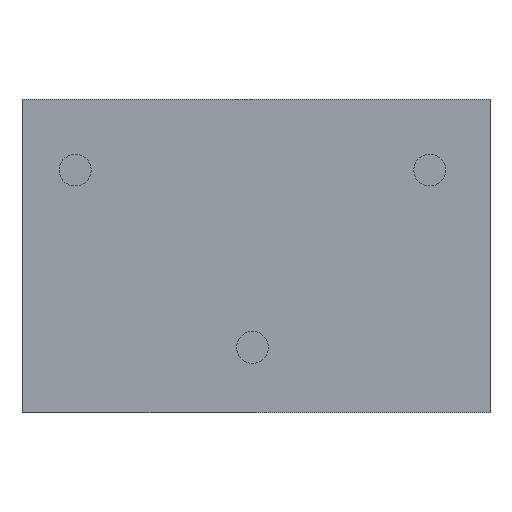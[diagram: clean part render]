
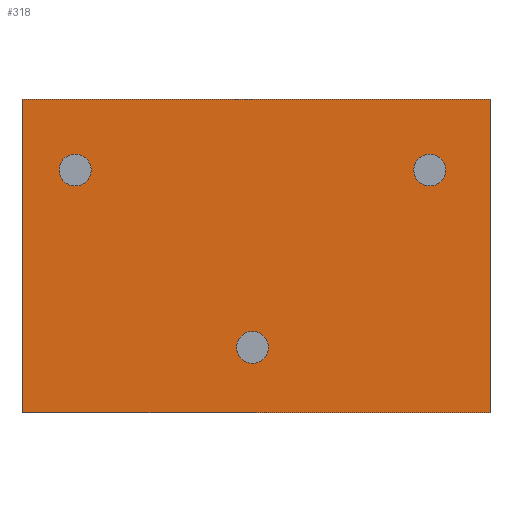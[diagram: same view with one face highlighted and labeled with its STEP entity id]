
A CAD part, front view. The second image highlights one B-rep face of the part: STEP entity #318.
In plain terms, the highlighted planar face has unit normal (0, -1, 0).
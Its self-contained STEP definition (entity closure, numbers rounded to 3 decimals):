
#1 = DIRECTION ( 'NONE',  ( 0., 1., 0. ) ) ;
#14 = DIRECTION ( 'NONE',  ( 0., 1., 0. ) ) ;
#19 = DIRECTION ( 'NONE',  ( 0., 0., 1. ) ) ;
#33 = LINE ( 'NONE', #346, #72 ) ;
#45 = ORIENTED_EDGE ( 'NONE', *, *, #692, .T. ) ;
#58 = FACE_BOUND ( 'NONE', #966, .T. ) ;
#69 = CARTESIAN_POINT ( 'NONE',  ( 5.944, 0., 1.016 ) ) ;
#72 = VECTOR ( 'NONE', #871, 1000. ) ;
#79 = CARTESIAN_POINT ( 'NONE',  ( -0.762, 0., -3.48 ) ) ;
#98 = VERTEX_POINT ( 'NONE', #321 ) ;
#105 = DIRECTION ( 'NONE',  ( 0., 0., -1. ) ) ;
#118 = EDGE_LOOP ( 'NONE', ( #45, #862 ) ) ;
#124 = CARTESIAN_POINT ( 'NONE',  ( 5.08, 0., -0.229 ) ) ;
#125 = AXIS2_PLACEMENT_3D ( 'NONE', #682, #890, #981 ) ;
#131 = AXIS2_PLACEMENT_3D ( 'NONE', #962, #761, #222 ) ;
#145 = CIRCLE ( 'NONE', #347, 0.229 ) ;
#146 = CARTESIAN_POINT ( 'NONE',  ( 2.54, 0., -2.311 ) ) ;
#150 = VERTEX_POINT ( 'NONE', #270 ) ;
#160 = AXIS2_PLACEMENT_3D ( 'NONE', #656, #723, #432 ) ;
#190 = EDGE_CURVE ( 'NONE', #823, #476, #450, .T. ) ;
#193 = CIRCLE ( 'NONE', #896, 0.229 ) ;
#214 = VERTEX_POINT ( 'NONE', #357 ) ;
#222 = DIRECTION ( 'NONE',  ( 0., 0., 1. ) ) ;
#229 = VECTOR ( 'NONE', #759, 1000. ) ;
#242 = CIRCLE ( 'NONE', #131, 0.229 ) ;
#258 = DIRECTION ( 'NONE',  ( -1., 0., 0. ) ) ;
#260 = ORIENTED_EDGE ( 'NONE', *, *, #643, .T. ) ;
#263 = DIRECTION ( 'NONE',  ( 0., 0., 1. ) ) ;
#270 = CARTESIAN_POINT ( 'NONE',  ( -0.762, 0., -3.48 ) ) ;
#275 = CARTESIAN_POINT ( 'NONE',  ( -0.762, 0., 1.016 ) ) ;
#292 = CIRCLE ( 'NONE', #827, 0.229 ) ;
#297 = VERTEX_POINT ( 'NONE', #69 ) ;
#318 = ADVANCED_FACE ( 'NONE', ( #58, #374, #379, #748 ), #455, .T. ) ;
#321 = CARTESIAN_POINT ( 'NONE',  ( 5.08, 0., 0.229 ) ) ;
#342 = ORIENTED_EDGE ( 'NONE', *, *, #446, .T. ) ;
#346 = CARTESIAN_POINT ( 'NONE',  ( 5.944, 0., 1.016 ) ) ;
#347 = AXIS2_PLACEMENT_3D ( 'NONE', #727, #925, #19 ) ;
#357 = CARTESIAN_POINT ( 'NONE',  ( 2.54, 0., -2.769 ) ) ;
#374 = FACE_OUTER_BOUND ( 'NONE', #948, .T. ) ;
#379 = FACE_BOUND ( 'NONE', #584, .T. ) ;
#389 = CARTESIAN_POINT ( 'NONE',  ( 2.54, 0., -2.54 ) ) ;
#395 = ORIENTED_EDGE ( 'NONE', *, *, #744, .T. ) ;
#411 = EDGE_CURVE ( 'NONE', #214, #799, #510, .T. ) ;
#432 = DIRECTION ( 'NONE',  ( 0., 0., 1. ) ) ;
#433 = CARTESIAN_POINT ( 'NONE',  ( -0.762, 0., 1.016 ) ) ;
#437 = CARTESIAN_POINT ( 'NONE',  ( 5.944, 0., -3.48 ) ) ;
#444 = CARTESIAN_POINT ( 'NONE',  ( 0., 0., -0.229 ) ) ;
#445 = DIRECTION ( 'NONE',  ( 0., 1., 0. ) ) ;
#446 = EDGE_CURVE ( 'NONE', #150, #567, #777, .T. ) ;
#450 = CIRCLE ( 'NONE', #160, 0.229 ) ;
#455 = PLANE ( 'NONE',  #125 ) ;
#462 = DIRECTION ( 'NONE',  ( 0., 0., 1. ) ) ;
#475 = AXIS2_PLACEMENT_3D ( 'NONE', #389, #14, #462 ) ;
#476 = VERTEX_POINT ( 'NONE', #796 ) ;
#492 = VERTEX_POINT ( 'NONE', #124 ) ;
#494 = LINE ( 'NONE', #275, #709 ) ;
#510 = CIRCLE ( 'NONE', #475, 0.229 ) ;
#527 = EDGE_CURVE ( 'NONE', #567, #297, #33, .T. ) ;
#567 = VERTEX_POINT ( 'NONE', #437 ) ;
#584 = EDGE_LOOP ( 'NONE', ( #260, #930 ) ) ;
#624 = ORIENTED_EDGE ( 'NONE', *, *, #864, .T. ) ;
#642 = LINE ( 'NONE', #928, #704 ) ;
#643 = EDGE_CURVE ( 'NONE', #476, #823, #292, .T. ) ;
#656 = CARTESIAN_POINT ( 'NONE',  ( 0., 0., 0. ) ) ;
#682 = CARTESIAN_POINT ( 'NONE',  ( -0.762, 0., -3.48 ) ) ;
#692 = EDGE_CURVE ( 'NONE', #799, #214, #193, .T. ) ;
#704 = VECTOR ( 'NONE', #258, 1000. ) ;
#709 = VECTOR ( 'NONE', #105, 1000. ) ;
#723 = DIRECTION ( 'NONE',  ( 0., 1., 0. ) ) ;
#727 = CARTESIAN_POINT ( 'NONE',  ( 5.08, 0., 0. ) ) ;
#732 = ORIENTED_EDGE ( 'NONE', *, *, #824, .T. ) ;
#734 = EDGE_CURVE ( 'NONE', #492, #98, #145, .T. ) ;
#744 = EDGE_CURVE ( 'NONE', #960, #150, #494, .T. ) ;
#748 = FACE_BOUND ( 'NONE', #118, .T. ) ;
#757 = ORIENTED_EDGE ( 'NONE', *, *, #527, .T. ) ;
#759 = DIRECTION ( 'NONE',  ( 1., 0., 0. ) ) ;
#761 = DIRECTION ( 'NONE',  ( 0., 1., 0. ) ) ;
#772 = ORIENTED_EDGE ( 'NONE', *, *, #734, .T. ) ;
#777 = LINE ( 'NONE', #79, #229 ) ;
#796 = CARTESIAN_POINT ( 'NONE',  ( 0., 0., 0.229 ) ) ;
#799 = VERTEX_POINT ( 'NONE', #146 ) ;
#807 = CARTESIAN_POINT ( 'NONE',  ( 0., 0., 0. ) ) ;
#823 = VERTEX_POINT ( 'NONE', #444 ) ;
#824 = EDGE_CURVE ( 'NONE', #98, #492, #242, .T. ) ;
#827 = AXIS2_PLACEMENT_3D ( 'NONE', #807, #445, #955 ) ;
#862 = ORIENTED_EDGE ( 'NONE', *, *, #411, .T. ) ;
#864 = EDGE_CURVE ( 'NONE', #297, #960, #642, .T. ) ;
#871 = DIRECTION ( 'NONE',  ( 0., 0., 1. ) ) ;
#890 = DIRECTION ( 'NONE',  ( 0., -1., 0. ) ) ;
#896 = AXIS2_PLACEMENT_3D ( 'NONE', #911, #1, #263 ) ;
#911 = CARTESIAN_POINT ( 'NONE',  ( 2.54, 0., -2.54 ) ) ;
#925 = DIRECTION ( 'NONE',  ( 0., 1., 0. ) ) ;
#928 = CARTESIAN_POINT ( 'NONE',  ( -0.762, 0., 1.016 ) ) ;
#930 = ORIENTED_EDGE ( 'NONE', *, *, #190, .T. ) ;
#948 = EDGE_LOOP ( 'NONE', ( #395, #342, #757, #624 ) ) ;
#955 = DIRECTION ( 'NONE',  ( 0., 0., 1. ) ) ;
#960 = VERTEX_POINT ( 'NONE', #433 ) ;
#962 = CARTESIAN_POINT ( 'NONE',  ( 5.08, 0., 0. ) ) ;
#966 = EDGE_LOOP ( 'NONE', ( #732, #772 ) ) ;
#981 = DIRECTION ( 'NONE',  ( 0., 0., -1. ) ) ;
